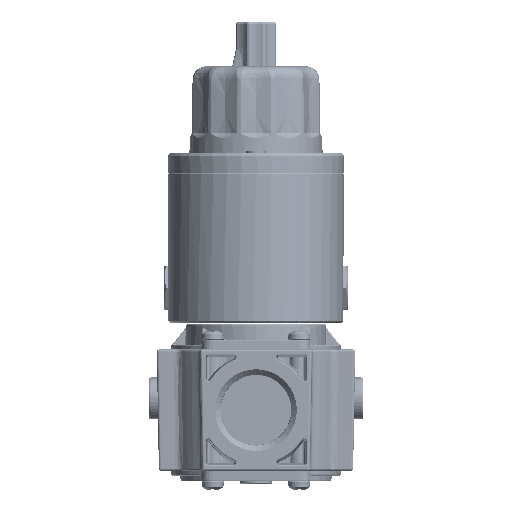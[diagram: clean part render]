
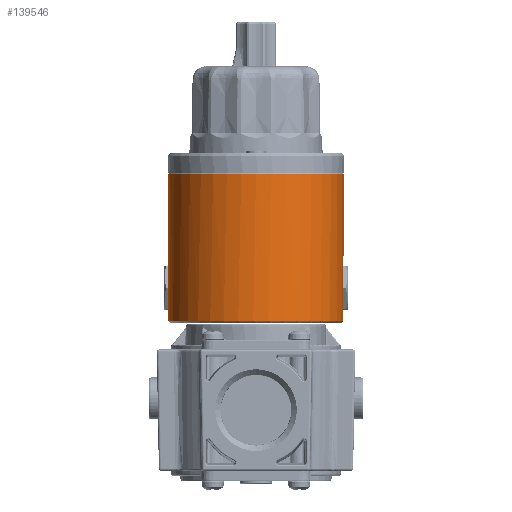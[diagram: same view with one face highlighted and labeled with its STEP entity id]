
A CAD part, left-side view. The second image highlights one B-rep face of the part: STEP entity #139546.
In plain terms, the highlighted cylindrical face has radius 37.5 mm (diameter 75 mm), a full revolution.
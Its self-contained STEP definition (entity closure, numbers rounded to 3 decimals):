
#5012=FACE_BOUND('',#17768,.T.);
#8826=FACE_OUTER_BOUND('',#17767,.T.);
#17767=EDGE_LOOP('',(#95195,#95196,#95197,#95198));
#17768=EDGE_LOOP('',(#95199));
#27097=LINE('',#230093,#31521);
#27103=LINE('',#230103,#31527);
#31521=VECTOR('',#161985,60.5);
#31527=VECTOR('',#161993,60.5);
#35363=CIRCLE('',#148547,37.5);
#35368=CIRCLE('',#148557,37.5);
#35369=CIRCLE('',#148559,37.5);
#54662=VERTEX_POINT('',#230086);
#54663=VERTEX_POINT('',#230088);
#54664=VERTEX_POINT('',#230092);
#54667=VERTEX_POINT('',#230101);
#54670=VERTEX_POINT('',#230115);
#69956=EDGE_CURVE('',#54662,#54663,#35363,.T.);
#69958=EDGE_CURVE('',#54664,#54663,#27097,.T.);
#69964=EDGE_CURVE('',#54662,#54667,#27103,.T.);
#69969=EDGE_CURVE('',#54664,#54667,#35368,.T.);
#69970=EDGE_CURVE('',#54670,#54670,#35369,.T.);
#95195=ORIENTED_EDGE('',*,*,#69964,.T.);
#95196=ORIENTED_EDGE('',*,*,#69969,.F.);
#95197=ORIENTED_EDGE('',*,*,#69958,.T.);
#95198=ORIENTED_EDGE('',*,*,#69956,.F.);
#95199=ORIENTED_EDGE('',*,*,#69970,.F.);
#137018=CYLINDRICAL_SURFACE('',#148558,37.5);
#139546=ADVANCED_FACE('',(#8826,#5012),#137018,.T.);
#148547=AXIS2_PLACEMENT_3D('',#230089,#161980,#161981);
#148557=AXIS2_PLACEMENT_3D('',#230113,#162008,#162009);
#148558=AXIS2_PLACEMENT_3D('',#230114,#162010,#162011);
#148559=AXIS2_PLACEMENT_3D('',#230116,#162012,#162013);
#161980=DIRECTION('center_axis',(0.,0.,
1.));
#161981=DIRECTION('ref_axis',(0.,-1.,0.));
#161985=DIRECTION('',(0.,0.,-1.));
#161993=DIRECTION('',(0.,0.,1.));
#162008=DIRECTION('center_axis',(0.,0.,
1.));
#162009=DIRECTION('ref_axis',(-1.,0.,0.));
#162010=DIRECTION('center_axis',(0.,0.,
1.));
#162011=DIRECTION('ref_axis',(-1.,0.,0.));
#162012=DIRECTION('center_axis',(0.,0.,
-1.));
#162013=DIRECTION('ref_axis',(-1.,0.,0.));
#230086=CARTESIAN_POINT('',(31.361,-20.561,40.5));
#230088=CARTESIAN_POINT('',(31.361,20.561,40.5));
#230089=CARTESIAN_POINT('Origin',(0.,0.,
40.5));
#230092=CARTESIAN_POINT('',(31.361,20.561,101.));
#230093=CARTESIAN_POINT('',(31.361,20.561,40.5));
#230101=CARTESIAN_POINT('',(31.361,-20.561,101.));
#230103=CARTESIAN_POINT('',(31.361,-20.561,40.5));
#230113=CARTESIAN_POINT('Origin',(0.,0.,
101.));
#230114=CARTESIAN_POINT('Origin',(0.,0.,
37.5));
#230115=CARTESIAN_POINT('',(37.5,0.,38.));
#230116=CARTESIAN_POINT('Origin',(0.,0.,
38.));
